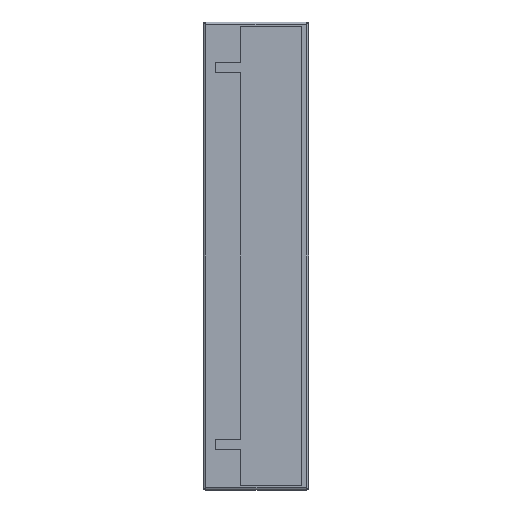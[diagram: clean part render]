
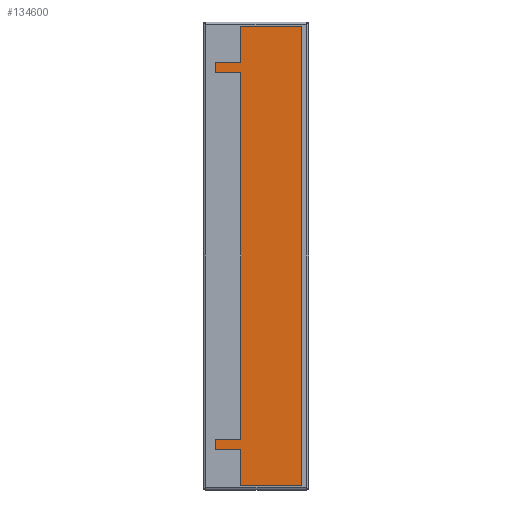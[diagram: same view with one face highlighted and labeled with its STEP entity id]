
A CAD part, left-side view. The second image highlights one B-rep face of the part: STEP entity #134600.
In plain terms, the highlighted face is planar.
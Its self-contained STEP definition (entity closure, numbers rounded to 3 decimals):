
#58150=CARTESIAN_POINT('',(46.72,16.,0.));
#58160=DIRECTION('',(0.,0.,1.));
#58170=VECTOR('',#58160,1.);
#58180=LINE('',#58150,#58170);
#58190=CARTESIAN_POINT('',(46.72,16.,-9.));
#58200=VERTEX_POINT('',#58190);
#58210=CARTESIAN_POINT('',(46.72,16.,9.1));
#58220=VERTEX_POINT('',#58210);
#58230=EDGE_CURVE('',#58200,#58220,#58180,.T.);
#84020=CARTESIAN_POINT('',(-45.72,16.,9.1));
#84030=DIRECTION('',(-1.,0.,0.));
#84040=VECTOR('',#84030,1.);
#84050=LINE('',#84020,#84040);
#84060=CARTESIAN_POINT('',(-44.92,16.,9.1));
#84070=VERTEX_POINT('',#84060);
#84080=EDGE_CURVE('',#58220,#84070,#84050,.T.);
#124980=CARTESIAN_POINT('',(-44.92,16.,-9.));
#124990=VERTEX_POINT('',#124980);
#125020=CARTESIAN_POINT('',(-45.72,16.,-9.));
#125030=DIRECTION('',(1.,0.,0.));
#125040=VECTOR('',#125030,1.);
#125050=LINE('',#125020,#125040);
#125060=EDGE_CURVE('',#124990,#58200,#125050,.T.);
#131910=CARTESIAN_POINT('',(-44.92,16.,0.));
#131920=DIRECTION('',(0.,0.,-1.));
#131930=VECTOR('',#131920,1.);
#131940=LINE('',#131910,#131930);
#131950=EDGE_CURVE('',#84070,#124990,#131940,.T.);
#134490=CARTESIAN_POINT('',(-43.72,16.,-2.));
#134500=DIRECTION('',(-0.,-1.,-0.));
#134510=DIRECTION('',(-1.,0.,0.));
#134520=AXIS2_PLACEMENT_3D('',#134490,#134500,#134510);
#134530=PLANE('',#134520);
#134540=ORIENTED_EDGE('',*,*,#58230,.T.);
#134550=ORIENTED_EDGE('',*,*,#125060,.T.);
#134560=ORIENTED_EDGE('',*,*,#131950,.T.);
#134570=ORIENTED_EDGE('',*,*,#84080,.T.);
#134580=EDGE_LOOP('',(#134570,#134560,#134550,#134540));
#134590=FACE_OUTER_BOUND('',#134580,.T.);
#134600=ADVANCED_FACE('',(#134590),#134530,.T.);
